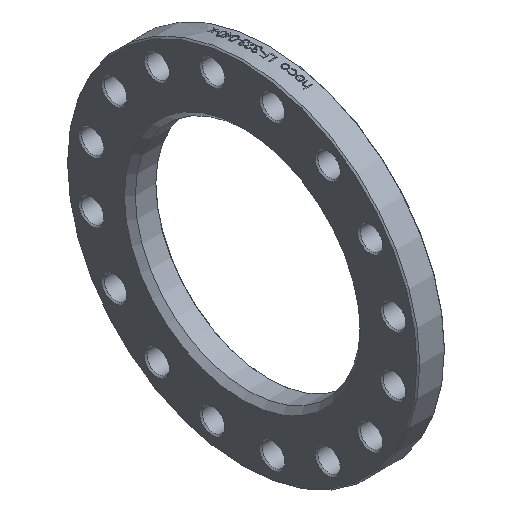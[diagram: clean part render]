
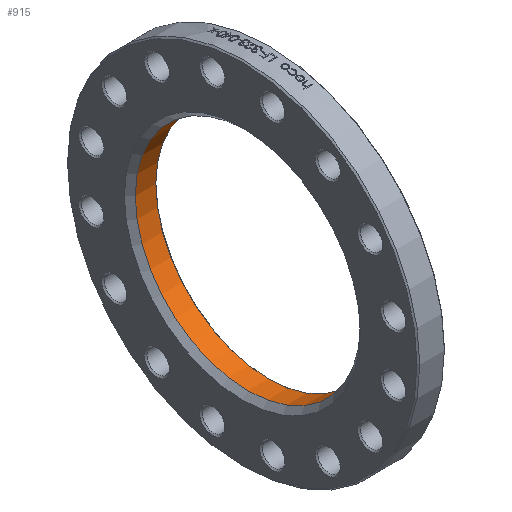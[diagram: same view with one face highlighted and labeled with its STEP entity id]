
A CAD part, isometric view. The second image highlights one B-rep face of the part: STEP entity #915.
In plain terms, the highlighted cylindrical face has radius 164.5 mm (diameter 329 mm), a full revolution.
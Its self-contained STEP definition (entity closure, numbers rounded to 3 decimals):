
#70 = CARTESIAN_POINT ( 'NONE',  ( 38., 0., 164.5 ) ) ;
#342 = ORIENTED_EDGE ( 'NONE', *, *, #1899, .T. ) ;
#500 = EDGE_CURVE ( 'NONE', #5238, #5238, #1794, .T. ) ;
#603 = DIRECTION ( 'NONE',  ( 0., 0., -1. ) ) ;
#611 = VERTEX_POINT ( 'NONE', #5323 ) ;
#915 = ADVANCED_FACE ( 'NONE', ( #6243, #2865 ), #993, .F. ) ;
#993 = CYLINDRICAL_SURFACE ( 'NONE', #2164, 164.5 ) ;
#1735 = DIRECTION ( 'NONE',  ( -1., 0., 0. ) ) ;
#1794 = CIRCLE ( 'NONE', #3867, 164.5 ) ;
#1899 = EDGE_CURVE ( 'NONE', #611, #611, #4362, .T. ) ;
#2164 = AXIS2_PLACEMENT_3D ( 'NONE', #4500, #7496, #3399 ) ;
#2417 = AXIS2_PLACEMENT_3D ( 'NONE', #4026, #1735, #603 ) ;
#2580 = DIRECTION ( 'NONE',  ( 0., 0., 1. ) ) ;
#2865 = FACE_OUTER_BOUND ( 'NONE', #6563, .T. ) ;
#3399 = DIRECTION ( 'NONE',  ( 0., 0., 1. ) ) ;
#3867 = AXIS2_PLACEMENT_3D ( 'NONE', #7214, #4288, #2580 ) ;
#4026 = CARTESIAN_POINT ( 'NONE',  ( 8., 0., 0. ) ) ;
#4288 = DIRECTION ( 'NONE',  ( 1., 0., 0. ) ) ;
#4362 = CIRCLE ( 'NONE', #2417, 164.5 ) ;
#4500 = CARTESIAN_POINT ( 'NONE',  ( 0., 0., 0. ) ) ;
#4734 = ORIENTED_EDGE ( 'NONE', *, *, #500, .T. ) ;
#4892 = EDGE_LOOP ( 'NONE', ( #342 ) ) ;
#5238 = VERTEX_POINT ( 'NONE', #70 ) ;
#5323 = CARTESIAN_POINT ( 'NONE',  ( 8., 0., -164.5 ) ) ;
#6243 = FACE_OUTER_BOUND ( 'NONE', #4892, .T. ) ;
#6563 = EDGE_LOOP ( 'NONE', ( #4734 ) ) ;
#7214 = CARTESIAN_POINT ( 'NONE',  ( 38., 0., 0. ) ) ;
#7496 = DIRECTION ( 'NONE',  ( -1., 0., 0. ) ) ;
